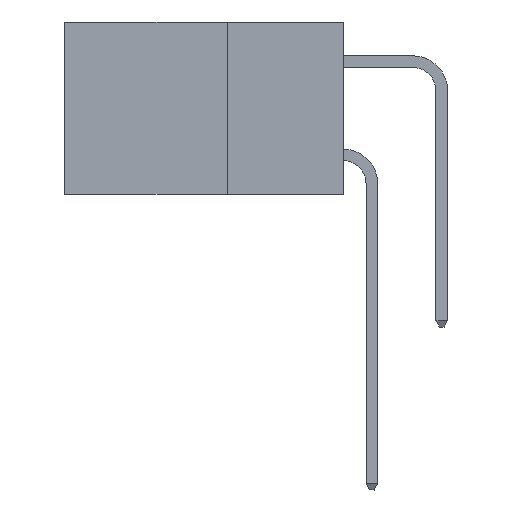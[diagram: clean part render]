
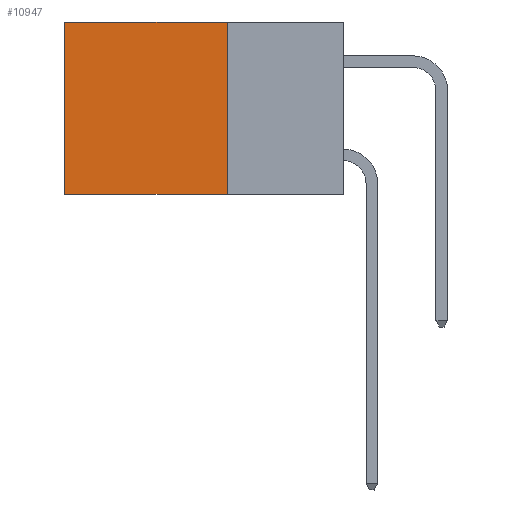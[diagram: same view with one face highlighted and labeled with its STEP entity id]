
A CAD part, left-side view. The second image highlights one B-rep face of the part: STEP entity #10947.
In plain terms, the highlighted planar face has unit normal (-1, 0, 0).
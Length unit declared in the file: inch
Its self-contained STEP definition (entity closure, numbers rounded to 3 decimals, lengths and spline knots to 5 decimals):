
#333 = VECTOR ( 'NONE', #4402, 39.37008 ) ;
#527 = CARTESIAN_POINT ( 'NONE',  ( 0.2615, 0.25, -0.37 ) ) ;
#784 = CARTESIAN_POINT ( 'NONE',  ( 0.2615, 0.6, -0.37 ) ) ;
#1206 = VERTEX_POINT ( 'NONE', #2483 ) ;
#1562 = CARTESIAN_POINT ( 'NONE',  ( 0.2615, 0.25, -0.37 ) ) ;
#1844 = LINE ( 'NONE', #4663, #2343 ) ;
#2343 = VECTOR ( 'NONE', #5652, 39.37008 ) ;
#2483 = CARTESIAN_POINT ( 'NONE',  ( 0.2615, 0.6, -0.37 ) ) ;
#3560 = VERTEX_POINT ( 'NONE', #10271 ) ;
#3800 = EDGE_CURVE ( 'NONE', #9631, #1206, #9484, .T. ) ;
#4389 = AXIS2_PLACEMENT_3D ( 'NONE', #1562, #6261, #10276 ) ;
#4402 = DIRECTION ( 'NONE',  ( 0., 0., -1. ) ) ;
#4663 = CARTESIAN_POINT ( 'NONE',  ( 0.2615, 0.25, -0.37 ) ) ;
#4906 = LINE ( 'NONE', #10954, #12304 ) ;
#5206 = CARTESIAN_POINT ( 'NONE',  ( 0.2615, 0.25, -0.37 ) ) ;
#5652 = DIRECTION ( 'NONE',  ( 0., 1., 0. ) ) ;
#6261 = DIRECTION ( 'NONE',  ( 1., 0., 0. ) ) ;
#6501 = EDGE_LOOP ( 'NONE', ( #9708, #10643, #8505, #8951 ) ) ;
#7253 = PLANE ( 'NONE',  #4389 ) ;
#8150 = FACE_OUTER_BOUND ( 'NONE', #6501, .T. ) ;
#8505 = ORIENTED_EDGE ( 'NONE', *, *, #9060, .F. ) ;
#8758 = DIRECTION ( 'NONE',  ( 0., 1., 0. ) ) ;
#8951 = ORIENTED_EDGE ( 'NONE', *, *, #10551, .T. ) ;
#8955 = VERTEX_POINT ( 'NONE', #5206 ) ;
#9060 = EDGE_CURVE ( 'NONE', #3560, #8955, #12515, .T. ) ;
#9484 = LINE ( 'NONE', #784, #9530 ) ;
#9530 = VECTOR ( 'NONE', #12418, 39.37008 ) ;
#9631 = VERTEX_POINT ( 'NONE', #9959 ) ;
#9708 = ORIENTED_EDGE ( 'NONE', *, *, #3800, .T. ) ;
#9959 = CARTESIAN_POINT ( 'NONE',  ( 0.2615, 0.6, 0. ) ) ;
#10271 = CARTESIAN_POINT ( 'NONE',  ( 0.2615, 0.25, 0. ) ) ;
#10276 = DIRECTION ( 'NONE',  ( 0., 0., -1. ) ) ;
#10386 = EDGE_CURVE ( 'NONE', #8955, #1206, #1844, .T. ) ;
#10551 = EDGE_CURVE ( 'NONE', #3560, #9631, #4906, .T. ) ;
#10643 = ORIENTED_EDGE ( 'NONE', *, *, #10386, .F. ) ;
#10947 = ADVANCED_FACE ( 'NONE', ( #8150 ), #7253, .F. ) ;
#10954 = CARTESIAN_POINT ( 'NONE',  ( 0.2615, 0.25, 0. ) ) ;
#12304 = VECTOR ( 'NONE', #8758, 39.37008 ) ;
#12418 = DIRECTION ( 'NONE',  ( 0., 0., -1. ) ) ;
#12515 = LINE ( 'NONE', #527, #333 ) ;
